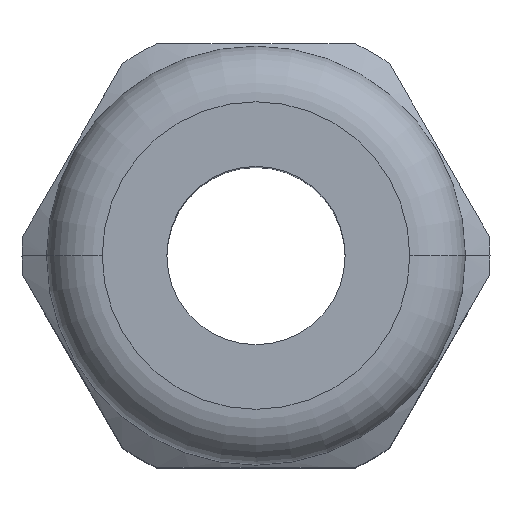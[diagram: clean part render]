
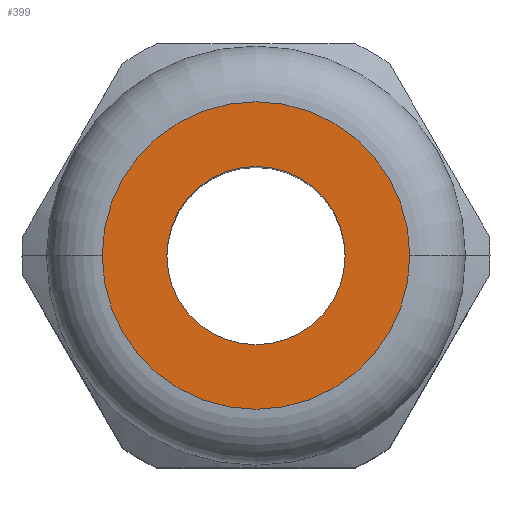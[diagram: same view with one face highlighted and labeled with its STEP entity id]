
A CAD part, top view. The second image highlights one B-rep face of the part: STEP entity #399.
In plain terms, the highlighted planar face has unit normal (0, 0, 1).
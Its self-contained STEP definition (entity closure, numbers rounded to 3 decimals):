
#89 = VERTEX_POINT ( 'NONE', #859 ) ;
#98 = VERTEX_POINT ( 'NONE', #709 ) ;
#103 = EDGE_CURVE ( 'NONE', #98, #104, #882, .T. ) ;
#104 = VERTEX_POINT ( 'NONE', #705 ) ;
#166 = VERTEX_POINT ( 'NONE', #795 ) ;
#247 = EDGE_CURVE ( 'NONE', #166, #89, #1029, .T. ) ;
#399 = ADVANCED_FACE ( 'NONE', ( #1432, #1428 ), #1429, .T. ) ;
#400 = ORIENTED_EDGE ( 'NONE', *, *, #103, .T. ) ;
#407 = ORIENTED_EDGE ( 'NONE', *, *, #247, .T. ) ;
#409 = ORIENTED_EDGE ( 'NONE', *, *, #419, .T. ) ;
#415 = EDGE_LOOP ( 'NONE', ( #400, #416 ) ) ;
#416 = ORIENTED_EDGE ( 'NONE', *, *, #420, .T. ) ;
#419 = EDGE_CURVE ( 'NONE', #89, #166, #1515, .T. ) ;
#420 = EDGE_CURVE ( 'NONE', #104, #98, #1464, .T. ) ;
#529 = EDGE_LOOP ( 'NONE', ( #409, #407 ) ) ;
#705 = CARTESIAN_POINT ( 'NONE',  ( -6.9, 0., 28.5 ) ) ;
#709 = CARTESIAN_POINT ( 'NONE',  ( 6.9, 0., 28.5 ) ) ;
#773 = DIRECTION ( 'NONE',  ( 1., 0., 0. ) ) ;
#774 = DIRECTION ( 'NONE',  ( 0., 0., 1. ) ) ;
#775 = CARTESIAN_POINT ( 'NONE',  ( 0., 0., 28.5 ) ) ;
#776 = AXIS2_PLACEMENT_3D ( 'NONE', #775, #774, #773 ) ;
#795 = CARTESIAN_POINT ( 'NONE',  ( 4., 0., 28.5 ) ) ;
#859 = CARTESIAN_POINT ( 'NONE',  ( -4., 0., 28.5 ) ) ;
#882 = CIRCLE ( 'NONE', #776, 6.9 ) ;
#1025 = DIRECTION ( 'NONE',  ( -1., 0., 0. ) ) ;
#1026 = DIRECTION ( 'NONE',  ( 0., 0., -1. ) ) ;
#1027 = CARTESIAN_POINT ( 'NONE',  ( 0., 0., 28.5 ) ) ;
#1028 = AXIS2_PLACEMENT_3D ( 'NONE', #1027, #1026, #1025 ) ;
#1029 = CIRCLE ( 'NONE', #1028, 4. ) ;
#1408 = DIRECTION ( 'NONE',  ( 1., 0., 0. ) ) ;
#1409 = DIRECTION ( 'NONE',  ( 0., 0., 1. ) ) ;
#1410 = CARTESIAN_POINT ( 'NONE',  ( 0., 0., 28.5 ) ) ;
#1428 = FACE_OUTER_BOUND ( 'NONE', #415, .T. ) ;
#1429 = PLANE ( 'NONE',  #1430 ) ;
#1430 = AXIS2_PLACEMENT_3D ( 'NONE', #1410, #1409, #1408 ) ;
#1432 = FACE_BOUND ( 'NONE', #529, .T. ) ;
#1453 = DIRECTION ( 'NONE',  ( -1., 0., 0. ) ) ;
#1454 = DIRECTION ( 'NONE',  ( 0., 0., -1. ) ) ;
#1455 = CARTESIAN_POINT ( 'NONE',  ( 0., 0., 28.5 ) ) ;
#1456 = AXIS2_PLACEMENT_3D ( 'NONE', #1455, #1454, #1453 ) ;
#1461 = DIRECTION ( 'NONE',  ( 1., 0., 0. ) ) ;
#1462 = DIRECTION ( 'NONE',  ( 0., 0., 1. ) ) ;
#1463 = CARTESIAN_POINT ( 'NONE',  ( 0., 0., 28.5 ) ) ;
#1464 = CIRCLE ( 'NONE', #1517, 6.9 ) ;
#1515 = CIRCLE ( 'NONE', #1456, 4. ) ;
#1517 = AXIS2_PLACEMENT_3D ( 'NONE', #1463, #1462, #1461 ) ;
